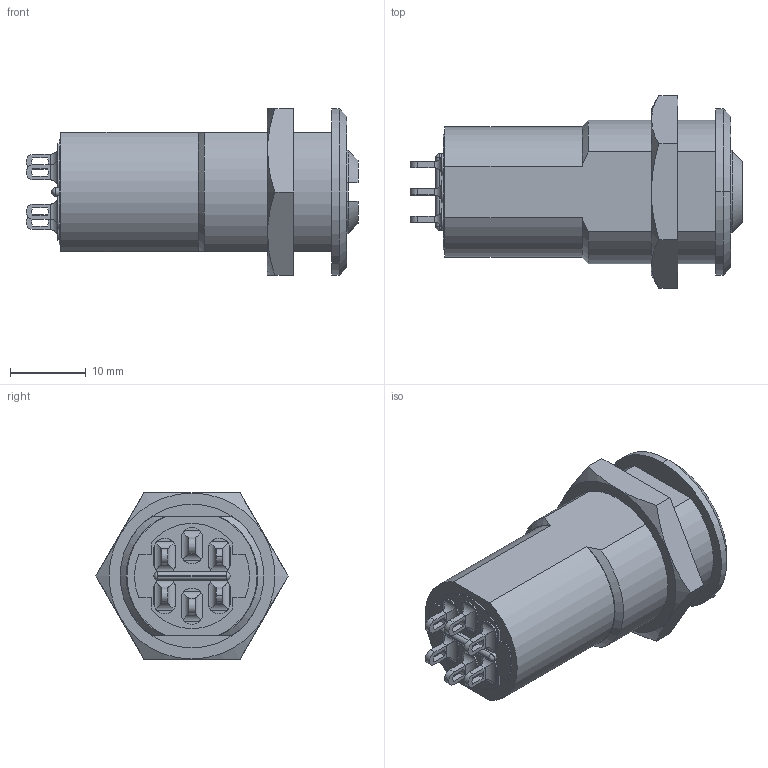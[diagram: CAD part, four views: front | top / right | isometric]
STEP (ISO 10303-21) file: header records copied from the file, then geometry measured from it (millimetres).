
FILE_DESCRIPTION (( 'STEP AP203' ), '1' );
FILE_NAME ('sone3D.STEP', '2017-04-06T00:07:52', ( '' ), ( '' ), 'SwSTEP 2.0', 'SolidWorks 2014', '' );
FILE_SCHEMA (( 'CONFIG_CONTROL_DESIGN' ));
Length unit declared in the file: millimetre
Products named in the file (4): S-430-90_ハウジング_S-430-90-B-2_; S-430-90_ローター; S-430-90_六角ナット; sone3D
Assembly tree (3 placements, depth 2):
  sone3D
    S-430-90_ハウジング_S-430-90-B-2_
    S-430-90_ローター
    S-430-90_六角ナット
Bounding box: 43.9 x 25.4 x 22 mm (x, y, z)
Volume: 8076.8 mm3; surface area: 6276.9 mm2
Topology: 3 solids, 3 shells, 232 faces, 616 edges, 400 vertices
Faces by surface type: plane 118, cylinder 104, cone 8, torus 2
Entity records: 7754 total; most frequent: CARTESIAN_POINT 1562, ORIENTED_EDGE 1232, DIRECTION 1204, EDGE_CURVE 616, AXIS2_PLACEMENT_3D 438, VERTEX_POINT 400, VECTOR 328, LINE 328
